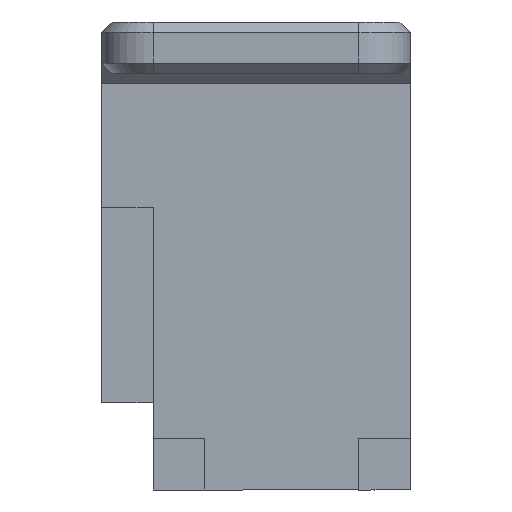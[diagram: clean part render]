
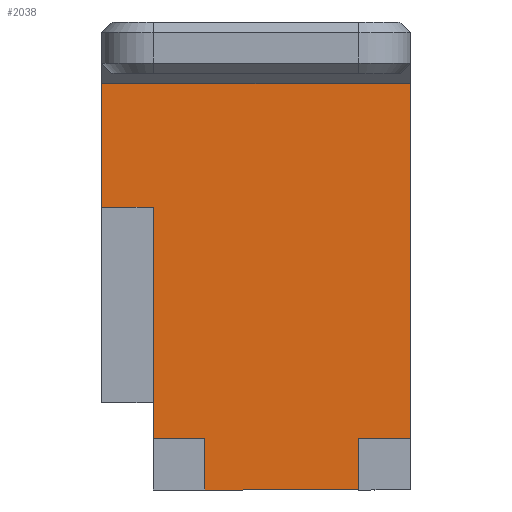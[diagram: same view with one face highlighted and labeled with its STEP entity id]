
A CAD part, left-side view. The second image highlights one B-rep face of the part: STEP entity #2038.
In plain terms, the highlighted planar face has unit normal (-1, 0, 0).
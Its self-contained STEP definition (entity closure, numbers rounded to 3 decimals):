
#19 = DIRECTION ( 'NONE',  ( 0., -1., 0. ) ) ;
#139 = DIRECTION ( 'NONE',  ( 0., 0., -1. ) ) ;
#152 = ORIENTED_EDGE ( 'NONE', *, *, #1103, .F. ) ;
#156 = ORIENTED_EDGE ( 'NONE', *, *, #1255, .T. ) ;
#177 = CARTESIAN_POINT ( 'NONE',  ( -39.678, 25., 4.247 ) ) ;
#218 = EDGE_CURVE ( 'NONE', #2097, #1481, #2016, .T. ) ;
#222 = CARTESIAN_POINT ( 'NONE',  ( -39.678, 5., -0.753 ) ) ;
#249 = CARTESIAN_POINT ( 'NONE',  ( -39.678, 25., 26.747 ) ) ;
#251 = EDGE_CURVE ( 'NONE', #1481, #253, #772, .T. ) ;
#253 = VERTEX_POINT ( 'NONE', #222 ) ;
#274 = LINE ( 'NONE', #2337, #1687 ) ;
#283 = VECTOR ( 'NONE', #2084, 1000. ) ;
#301 = EDGE_CURVE ( 'NONE', #1811, #2479, #1411, .T. ) ;
#329 = DIRECTION ( 'NONE',  ( 0., -1., 0. ) ) ;
#337 = LINE ( 'NONE', #2700, #965 ) ;
#343 = LINE ( 'NONE', #1702, #1201 ) ;
#367 = CARTESIAN_POINT ( 'NONE',  ( -39.678, 5., 4.247 ) ) ;
#386 = EDGE_CURVE ( 'NONE', #2542, #918, #343, .T. ) ;
#393 = AXIS2_PLACEMENT_3D ( 'NONE', #1958, #1377, #1587 ) ;
#411 = ORIENTED_EDGE ( 'NONE', *, *, #1004, .T. ) ;
#497 = ORIENTED_EDGE ( 'NONE', *, *, #386, .T. ) ;
#520 = ORIENTED_EDGE ( 'NONE', *, *, #2002, .T. ) ;
#623 = VERTEX_POINT ( 'NONE', #367 ) ;
#643 = CARTESIAN_POINT ( 'NONE',  ( -39.678, 25., 7.747 ) ) ;
#669 = CARTESIAN_POINT ( 'NONE',  ( -39.678, 25., 4.247 ) ) ;
#694 = CARTESIAN_POINT ( 'NONE',  ( -39.678, 30., 26.747 ) ) ;
#699 = EDGE_CURVE ( 'NONE', #918, #1963, #1635, .T. ) ;
#759 = ORIENTED_EDGE ( 'NONE', *, *, #1273, .T. ) ;
#772 = LINE ( 'NONE', #2611, #1034 ) ;
#796 = VECTOR ( 'NONE', #1645, 1000. ) ;
#809 = FACE_OUTER_BOUND ( 'NONE', #1736, .T. ) ;
#844 = VECTOR ( 'NONE', #329, 1000. ) ;
#895 = VECTOR ( 'NONE', #2344, 1000. ) ;
#901 = CARTESIAN_POINT ( 'NONE',  ( -39.678, 25., 17.158 ) ) ;
#918 = VERTEX_POINT ( 'NONE', #2669 ) ;
#926 = ORIENTED_EDGE ( 'NONE', *, *, #218, .T. ) ;
#940 = VECTOR ( 'NONE', #1870, 1000. ) ;
#955 = PLANE ( 'NONE',  #393 ) ;
#964 = CARTESIAN_POINT ( 'NONE',  ( -39.678, 25., 26.747 ) ) ;
#965 = VECTOR ( 'NONE', #139, 1000. ) ;
#969 = LINE ( 'NONE', #1078, #940 ) ;
#1004 = EDGE_CURVE ( 'NONE', #2670, #1811, #2468, .T. ) ;
#1021 = ORIENTED_EDGE ( 'NONE', *, *, #1712, .T. ) ;
#1034 = VECTOR ( 'NONE', #19, 1000. ) ;
#1056 = ORIENTED_EDGE ( 'NONE', *, *, #251, .T. ) ;
#1078 = CARTESIAN_POINT ( 'NONE',  ( -39.678, 0., 26.747 ) ) ;
#1103 = EDGE_CURVE ( 'NONE', #623, #253, #1565, .T. ) ;
#1201 = VECTOR ( 'NONE', #1913, 1000. ) ;
#1205 = VERTEX_POINT ( 'NONE', #964 ) ;
#1228 = DIRECTION ( 'NONE',  ( 0., 0., -1. ) ) ;
#1255 = EDGE_CURVE ( 'NONE', #623, #1651, #2302, .T. ) ;
#1256 = CARTESIAN_POINT ( 'NONE',  ( -39.678, 0., 4.247 ) ) ;
#1273 = EDGE_CURVE ( 'NONE', #2676, #2670, #274, .T. ) ;
#1323 = CARTESIAN_POINT ( 'NONE',  ( -39.678, 0., 4.247 ) ) ;
#1377 = DIRECTION ( 'NONE',  ( 1., 0., 0. ) ) ;
#1401 = LINE ( 'NONE', #669, #844 ) ;
#1402 = CARTESIAN_POINT ( 'NONE',  ( -39.678, 20., -0.753 ) ) ;
#1411 = LINE ( 'NONE', #643, #283 ) ;
#1437 = EDGE_CURVE ( 'NONE', #1205, #2676, #337, .T. ) ;
#1478 = CARTESIAN_POINT ( 'NONE',  ( -39.678, 20., 4.247 ) ) ;
#1481 = VERTEX_POINT ( 'NONE', #1402 ) ;
#1541 = VECTOR ( 'NONE', #1967, 1000. ) ;
#1565 = LINE ( 'NONE', #2184, #796 ) ;
#1587 = DIRECTION ( 'NONE',  ( 0., 0., -1. ) ) ;
#1591 = ORIENTED_EDGE ( 'NONE', *, *, #301, .T. ) ;
#1635 = LINE ( 'NONE', #2473, #2534 ) ;
#1645 = DIRECTION ( 'NONE',  ( 0., 0., -1. ) ) ;
#1651 = VERTEX_POINT ( 'NONE', #1256 ) ;
#1687 = VECTOR ( 'NONE', #1905, 1000. ) ;
#1702 = CARTESIAN_POINT ( 'NONE',  ( -39.678, 30., 38.747 ) ) ;
#1712 = EDGE_CURVE ( 'NONE', #1651, #2542, #2655, .T. ) ;
#1721 = CARTESIAN_POINT ( 'NONE',  ( -39.678, 0., 0. ) ) ;
#1736 = EDGE_LOOP ( 'NONE', ( #1021, #497, #2230, #1772, #2644, #759, #411, #1591, #520, #926, #1056, #152, #156 ) ) ;
#1772 = ORIENTED_EDGE ( 'NONE', *, *, #2493, .T. ) ;
#1811 = VERTEX_POINT ( 'NONE', #2111 ) ;
#1870 = DIRECTION ( 'NONE',  ( 0., -1., 0. ) ) ;
#1905 = DIRECTION ( 'NONE',  ( 0., 0., -1. ) ) ;
#1913 = DIRECTION ( 'NONE',  ( 0., 1., 0. ) ) ;
#1923 = DIRECTION ( 'NONE',  ( 0., 0., -1. ) ) ;
#1958 = CARTESIAN_POINT ( 'NONE',  ( -39.678, 30., 0. ) ) ;
#1963 = VERTEX_POINT ( 'NONE', #694 ) ;
#1967 = DIRECTION ( 'NONE',  ( 0., 0., -1. ) ) ;
#1973 = VECTOR ( 'NONE', #2347, 1000. ) ;
#2002 = EDGE_CURVE ( 'NONE', #2479, #2097, #1401, .T. ) ;
#2016 = LINE ( 'NONE', #2407, #1541 ) ;
#2038 = ADVANCED_FACE ( 'NONE', ( #809 ), #955, .F. ) ;
#2071 = VECTOR ( 'NONE', #1923, 1000. ) ;
#2084 = DIRECTION ( 'NONE',  ( 0., 0., -1. ) ) ;
#2097 = VERTEX_POINT ( 'NONE', #1478 ) ;
#2111 = CARTESIAN_POINT ( 'NONE',  ( -39.678, 25., 7.747 ) ) ;
#2184 = CARTESIAN_POINT ( 'NONE',  ( -39.678, 5., 4.247 ) ) ;
#2230 = ORIENTED_EDGE ( 'NONE', *, *, #699, .T. ) ;
#2302 = LINE ( 'NONE', #1323, #1973 ) ;
#2337 = CARTESIAN_POINT ( 'NONE',  ( -39.678, 25., 26.747 ) ) ;
#2339 = CARTESIAN_POINT ( 'NONE',  ( -39.678, 25., 15.836 ) ) ;
#2344 = DIRECTION ( 'NONE',  ( 0., 0., 1. ) ) ;
#2347 = DIRECTION ( 'NONE',  ( 0., -1., 0. ) ) ;
#2407 = CARTESIAN_POINT ( 'NONE',  ( -39.678, 20., 4.247 ) ) ;
#2468 = LINE ( 'NONE', #249, #2071 ) ;
#2473 = CARTESIAN_POINT ( 'NONE',  ( -39.678, 30., 39.747 ) ) ;
#2479 = VERTEX_POINT ( 'NONE', #177 ) ;
#2493 = EDGE_CURVE ( 'NONE', #1963, #1205, #969, .T. ) ;
#2506 = CARTESIAN_POINT ( 'NONE',  ( -39.678, 0., 38.747 ) ) ;
#2534 = VECTOR ( 'NONE', #1228, 1000. ) ;
#2542 = VERTEX_POINT ( 'NONE', #2506 ) ;
#2611 = CARTESIAN_POINT ( 'NONE',  ( -39.678, 25., -0.753 ) ) ;
#2644 = ORIENTED_EDGE ( 'NONE', *, *, #1437, .T. ) ;
#2655 = LINE ( 'NONE', #1721, #895 ) ;
#2669 = CARTESIAN_POINT ( 'NONE',  ( -39.678, 30., 38.747 ) ) ;
#2670 = VERTEX_POINT ( 'NONE', #2339 ) ;
#2676 = VERTEX_POINT ( 'NONE', #901 ) ;
#2700 = CARTESIAN_POINT ( 'NONE',  ( -39.678, 25., 26.747 ) ) ;
